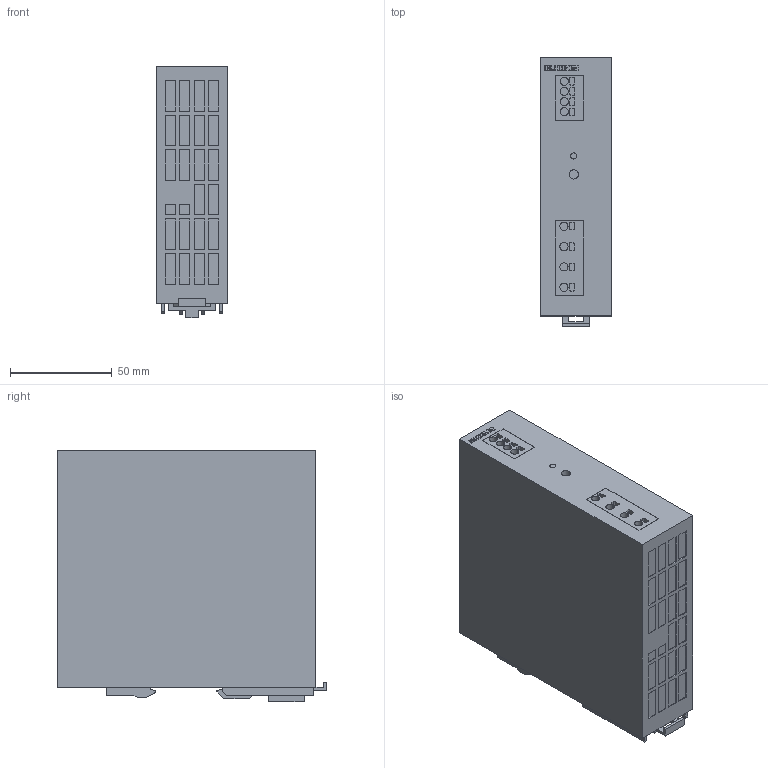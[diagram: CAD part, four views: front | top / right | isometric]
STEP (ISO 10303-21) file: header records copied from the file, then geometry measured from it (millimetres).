
FILE_DESCRIPTION (( 'STEP AP214' ), '1' );
FILE_NAME ('944603.STEP', '2024-09-17T07:12:01', ( '' ), ( '' ), 'SwSTEP 2.0', 'SolidWorks 2022', '' );
FILE_SCHEMA (( 'AUTOMOTIVE_DESIGN' ));
Length unit declared in the file: millimetre
Products named in the file (1): 944603
Bounding box: 35 x 132.2 x 123.5 mm (x, y, z)
Volume: 519605.7 mm3; surface area: 50457 mm2
Topology: 1 solids, 1 shells, 627 faces, 1620 edges, 1078 vertices
Faces by surface type: plane 567, cylinder 44, bspline 16
Entity records: 19100 total; most frequent: CARTESIAN_POINT 3726, ORIENTED_EDGE 3240, DIRECTION 2900, EDGE_CURVE 1620, LINE 1500, VECTOR 1500, VERTEX_POINT 1078, EDGE_LOOP 712
